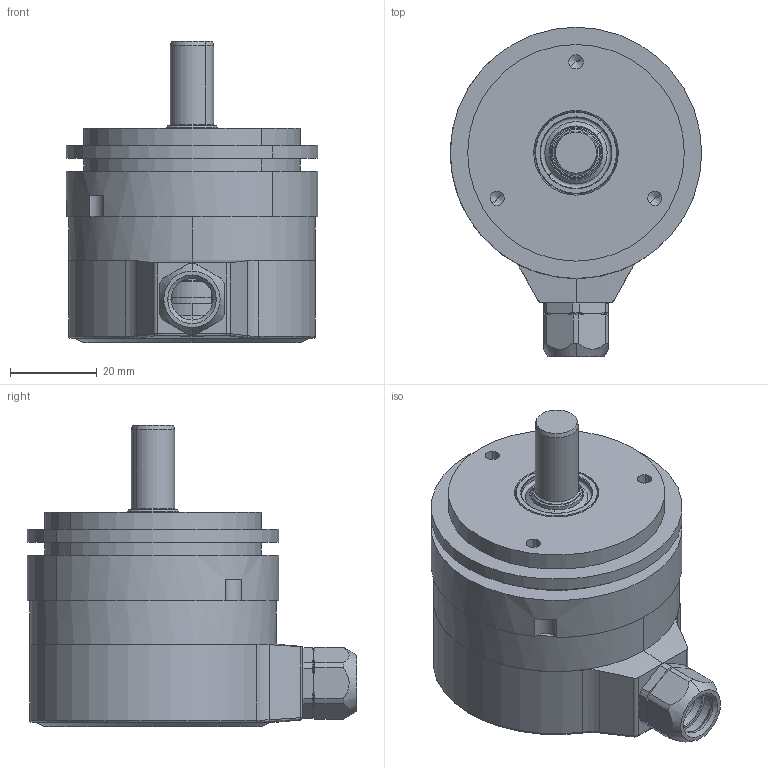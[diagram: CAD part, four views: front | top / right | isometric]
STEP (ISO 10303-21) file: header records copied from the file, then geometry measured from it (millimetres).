
FILE_DESCRIPTION((''),'2;1');
FILE_NAME('809709','2011-10-14T',('se2930'),(''),'PRO/ENGINEER BY PARAMETRIC TECHNOLOGY CORPORATION, 2010180','PRO/ENGINEER BY PARAMETRIC TECHNOLOGY CORPORATION, 2010180','');
FILE_SCHEMA(('CONFIG_CONTROL_DESIGN','SHAPE_APPEARANCE_LAYERS_GROUPS'));
Length unit declared in the file: millimetre
Products named in the file (1): 809709
Bounding box: 58 x 76 x 69.5 mm (x, y, z)
Volume: 64895.2 mm3; surface area: 36925.4 mm2
Topology: 2 solids, 2 shells, 519 faces, 1312 edges, 821 vertices
Faces by surface type: plane 172, cylinder 153, cone 144, torus 43, bspline 7
Entity records: 16663 total; most frequent: CARTESIAN_POINT 4128, DIRECTION 2664, ORIENTED_EDGE 2604, EDGE_CURVE 1302, AXIS2_PLACEMENT_3D 1047, VERTEX_POINT 821, VECTOR 570, LINE 570
